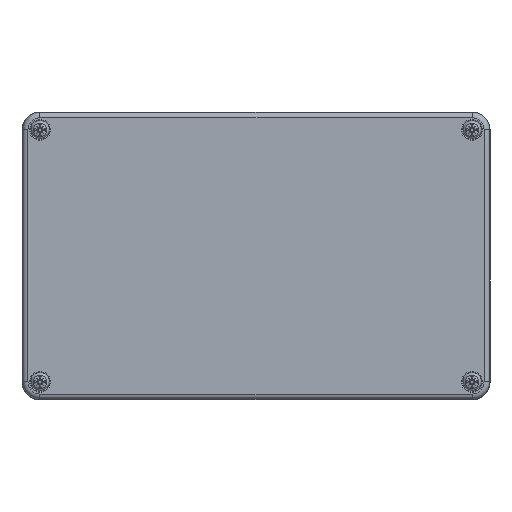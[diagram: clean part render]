
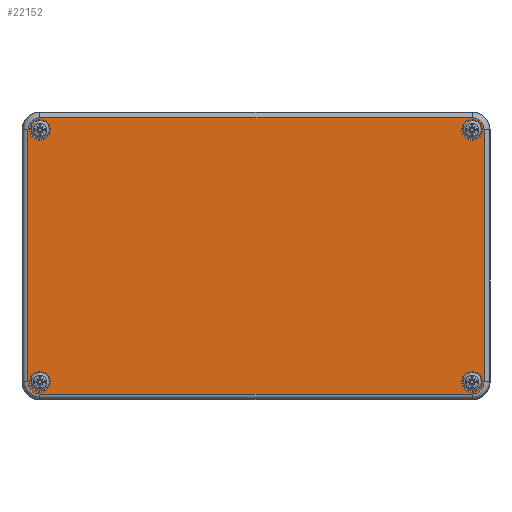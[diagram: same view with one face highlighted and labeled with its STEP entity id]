
A CAD part, top view. The second image highlights one B-rep face of the part: STEP entity #22152.
In plain terms, the highlighted face is planar.
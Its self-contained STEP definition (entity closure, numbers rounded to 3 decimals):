
#22009=CARTESIAN_POINT('',(114.2,70.,-20.0));
#22010=VERTEX_POINT('',#22009);
#22011=CARTESIAN_POINT('',(120.0,70.,-20.0));
#22012=DIRECTION('',(0.0,0.0,-1.0));
#22013=DIRECTION('',(1.0,0.0,0.0));
#22014=AXIS2_PLACEMENT_3D('',#22011,#22012,#22013);
#22015=CIRCLE('',#22014,5.8);
#22016=EDGE_CURVE('',#22010,#22010,#22015,.T.);
#22041=CARTESIAN_POINT('',(0.,0.,-20.0));
#22042=DIRECTION('',(0.0,0.0,1.0));
#22043=DIRECTION('',(1.0,0.0,0.0));
#22044=AXIS2_PLACEMENT_3D('',#22041,#22042,#22043);
#22045=PLANE('',#22044);
#22046=CARTESIAN_POINT('',(126.703,-70.,-20.0));
#22047=VERTEX_POINT('',#22046);
#22048=CARTESIAN_POINT('',(126.703,70.,-20.0));
#22049=VERTEX_POINT('',#22048);
#22050=CARTESIAN_POINT('',(126.703,-70.,-20.0));
#22051=DIRECTION('',(0.0,1.0,0.0));
#22052=VECTOR('',#22051,140.);
#22053=LINE('',#22050,#22052);
#22054=EDGE_CURVE('',#22047,#22049,#22053,.T.);
#22055=ORIENTED_EDGE('',*,*,#22054,.F.);
#22056=CARTESIAN_POINT('',(120.,-76.703,-20.0));
#22057=VERTEX_POINT('',#22056);
#22058=CARTESIAN_POINT('',(120.,-70.,-20.0));
#22059=DIRECTION('',(0.0,0.0,1.0));
#22060=DIRECTION('',(0.707,-0.707,0.0));
#22061=AXIS2_PLACEMENT_3D('',#22058,#22059,#22060);
#22062=CIRCLE('',#22061,6.703);
#22063=EDGE_CURVE('',#22057,#22047,#22062,.T.);
#22064=ORIENTED_EDGE('',*,*,#22063,.F.);
#22065=CARTESIAN_POINT('',(-120.,-76.703,-20.0));
#22066=VERTEX_POINT('',#22065);
#22067=CARTESIAN_POINT('',(-120.,-76.703,-20.0));
#22068=DIRECTION('',(1.0,0.0,0.0));
#22069=VECTOR('',#22068,240.);
#22070=LINE('',#22067,#22069);
#22071=EDGE_CURVE('',#22066,#22057,#22070,.T.);
#22072=ORIENTED_EDGE('',*,*,#22071,.F.);
#22073=CARTESIAN_POINT('',(-126.703,-70.,-20.0));
#22074=VERTEX_POINT('',#22073);
#22075=CARTESIAN_POINT('',(-120.,-70.,-20.0));
#22076=DIRECTION('',(0.0,0.0,1.0));
#22077=DIRECTION('',(-0.707,-0.707,0.0));
#22078=AXIS2_PLACEMENT_3D('',#22075,#22076,#22077);
#22079=CIRCLE('',#22078,6.703);
#22080=EDGE_CURVE('',#22074,#22066,#22079,.T.);
#22081=ORIENTED_EDGE('',*,*,#22080,.F.);
#22082=CARTESIAN_POINT('',(-126.703,70.,-20.0));
#22083=VERTEX_POINT('',#22082);
#22084=CARTESIAN_POINT('',(-126.703,70.,-20.0));
#22085=DIRECTION('',(0.0,-1.0,0.0));
#22086=VECTOR('',#22085,140.);
#22087=LINE('',#22084,#22086);
#22088=EDGE_CURVE('',#22083,#22074,#22087,.T.);
#22089=ORIENTED_EDGE('',*,*,#22088,.F.);
#22090=CARTESIAN_POINT('',(-120.,76.703,-20.0));
#22091=VERTEX_POINT('',#22090);
#22092=CARTESIAN_POINT('',(-120.,70.,-20.0));
#22093=DIRECTION('',(0.0,0.0,1.0));
#22094=DIRECTION('',(-0.707,0.707,0.0));
#22095=AXIS2_PLACEMENT_3D('',#22092,#22093,#22094);
#22096=CIRCLE('',#22095,6.703);
#22097=EDGE_CURVE('',#22091,#22083,#22096,.T.);
#22098=ORIENTED_EDGE('',*,*,#22097,.F.);
#22099=CARTESIAN_POINT('',(120.,76.703,-20.0));
#22100=VERTEX_POINT('',#22099);
#22101=CARTESIAN_POINT('',(120.,76.703,-20.0));
#22102=DIRECTION('',(-1.0,0.0,0.0));
#22103=VECTOR('',#22102,240.);
#22104=LINE('',#22101,#22103);
#22105=EDGE_CURVE('',#22100,#22091,#22104,.T.);
#22106=ORIENTED_EDGE('',*,*,#22105,.F.);
#22107=CARTESIAN_POINT('',(120.,70.,-20.0));
#22108=DIRECTION('',(0.0,0.0,1.0));
#22109=DIRECTION('',(0.707,0.707,0.0));
#22110=AXIS2_PLACEMENT_3D('',#22107,#22108,#22109);
#22111=CIRCLE('',#22110,6.703);
#22112=EDGE_CURVE('',#22049,#22100,#22111,.T.);
#22113=ORIENTED_EDGE('',*,*,#22112,.F.);
#22114=EDGE_LOOP('',(#22055,#22064,#22072,#22081,#22089,#22098,#22106,#22113));
#22115=FACE_OUTER_BOUND('',#22114,.T.);
#22116=CARTESIAN_POINT('',(114.2,-70.,-20.0));
#22117=VERTEX_POINT('',#22116);
#22118=CARTESIAN_POINT('',(120.,-70.,-20.0));
#22119=DIRECTION('',(0.0,0.0,-1.0));
#22120=DIRECTION('',(1.0,0.0,0.0));
#22121=AXIS2_PLACEMENT_3D('',#22118,#22119,#22120);
#22122=CIRCLE('',#22121,5.8);
#22123=EDGE_CURVE('',#22117,#22117,#22122,.T.);
#22124=ORIENTED_EDGE('',*,*,#22123,.F.);
#22125=EDGE_LOOP('',(#22124));
#22126=FACE_BOUND('',#22125,.T.);
#22127=CARTESIAN_POINT('',(-125.8,70.,-20.0));
#22128=VERTEX_POINT('',#22127);
#22129=CARTESIAN_POINT('',(-120.,70.,-20.0));
#22130=DIRECTION('',(0.0,0.0,-1.0));
#22131=DIRECTION('',(1.0,0.0,0.0));
#22132=AXIS2_PLACEMENT_3D('',#22129,#22130,#22131);
#22133=CIRCLE('',#22132,5.8);
#22134=EDGE_CURVE('',#22128,#22128,#22133,.T.);
#22135=ORIENTED_EDGE('',*,*,#22134,.F.);
#22136=EDGE_LOOP('',(#22135));
#22137=FACE_BOUND('',#22136,.T.);
#22138=CARTESIAN_POINT('',(-125.8,-70.,-20.0));
#22139=VERTEX_POINT('',#22138);
#22140=CARTESIAN_POINT('',(-120.0,-70.,-20.0));
#22141=DIRECTION('',(0.0,0.0,-1.0));
#22142=DIRECTION('',(1.0,0.0,0.0));
#22143=AXIS2_PLACEMENT_3D('',#22140,#22141,#22142);
#22144=CIRCLE('',#22143,5.8);
#22145=EDGE_CURVE('',#22139,#22139,#22144,.T.);
#22146=ORIENTED_EDGE('',*,*,#22145,.F.);
#22147=EDGE_LOOP('',(#22146));
#22148=FACE_BOUND('',#22147,.T.);
#22149=ORIENTED_EDGE('',*,*,#22016,.F.);
#22150=EDGE_LOOP('',(#22149));
#22151=FACE_BOUND('',#22150,.T.);
#22152=ADVANCED_FACE('',(#22115,#22126,#22137,#22148,#22151),#22045,.F.);
